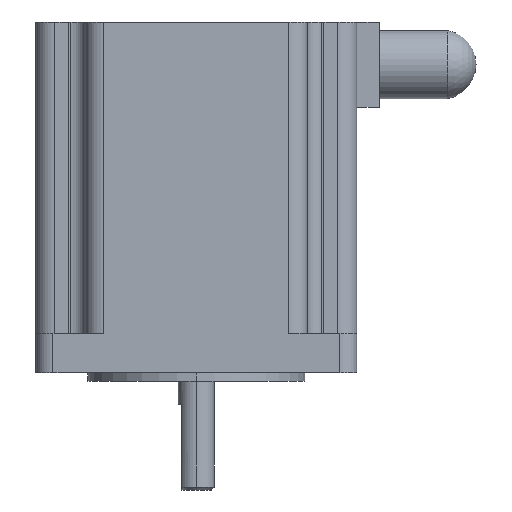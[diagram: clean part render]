
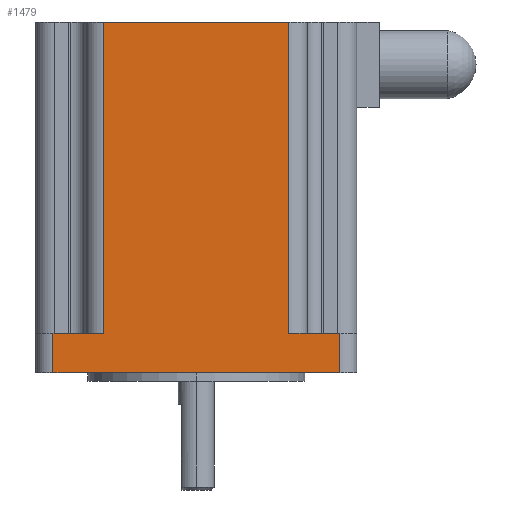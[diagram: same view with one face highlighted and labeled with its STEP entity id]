
A CAD part, left-side view. The second image highlights one B-rep face of the part: STEP entity #1479.
In plain terms, the highlighted planar face has unit normal (-1, 0, 0).
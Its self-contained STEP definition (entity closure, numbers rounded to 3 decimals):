
#98 = FACE_OUTER_BOUND ( 'NONE', #706, .T. ) ;
#117 = LINE ( 'NONE', #817, #1879 ) ;
#143 = LINE ( 'NONE', #1010, #1850 ) ;
#174 = LINE ( 'NONE', #797, #2047 ) ;
#178 = LINE ( 'NONE', #740, #1641 ) ;
#186 = LINE ( 'NONE', #1057, #1656 ) ;
#204 = LINE ( 'NONE', #994, #1626 ) ;
#224 = LINE ( 'NONE', #1079, #1272 ) ;
#226 = LINE ( 'NONE', #849, #1251 ) ;
#464 = VERTEX_POINT ( 'NONE', #1218 ) ;
#476 = VERTEX_POINT ( 'NONE', #1236 ) ;
#483 = VERTEX_POINT ( 'NONE', #1207 ) ;
#497 = VERTEX_POINT ( 'NONE', #1196 ) ;
#536 = VERTEX_POINT ( 'NONE', #1154 ) ;
#538 = VERTEX_POINT ( 'NONE', #1152 ) ;
#539 = VERTEX_POINT ( 'NONE', #1151 ) ;
#549 = VERTEX_POINT ( 'NONE', #1141 ) ;
#604 = ORIENTED_EDGE ( 'NONE', *, *, #1433, .T. ) ;
#605 = ORIENTED_EDGE ( 'NONE', *, *, #1458, .F. ) ;
#606 = ORIENTED_EDGE ( 'NONE', *, *, #1366, .T. ) ;
#607 = ORIENTED_EDGE ( 'NONE', *, *, #1407, .F. ) ;
#608 = ORIENTED_EDGE ( 'NONE', *, *, #1393, .T. ) ;
#609 = ORIENTED_EDGE ( 'NONE', *, *, #1329, .T. ) ;
#610 = ORIENTED_EDGE ( 'NONE', *, *, #1402, .F. ) ;
#611 = ORIENTED_EDGE ( 'NONE', *, *, #1328, .F. ) ;
#706 = EDGE_LOOP ( 'NONE', ( #611, #609, #610, #608, #607, #606, #604, #605 ) ) ;
#740 = CARTESIAN_POINT ( 'NONE',  ( -28.2, 25.2, 61.7 ) ) ;
#742 = DIRECTION ( 'NONE',  ( 0., -1., 0. ) ) ;
#786 = DIRECTION ( 'NONE',  ( 0., -1., 0. ) ) ;
#797 = CARTESIAN_POINT ( 'NONE',  ( -28.2, 25.2, 7. ) ) ;
#816 = DIRECTION ( 'NONE',  ( 0., 0., -1. ) ) ;
#817 = CARTESIAN_POINT ( 'NONE',  ( -28.2, -25.2, 61.7 ) ) ;
#849 = CARTESIAN_POINT ( 'NONE',  ( -28.2, -19.575, 7. ) ) ;
#892 = DIRECTION ( 'NONE',  ( 0., 0., 1. ) ) ;
#954 = DIRECTION ( 'NONE',  ( 0., 0., -1. ) ) ;
#994 = CARTESIAN_POINT ( 'NONE',  ( -28.2, 25.2, 61.7 ) ) ;
#995 = DIRECTION ( 'NONE',  ( 0., 0., -1. ) ) ;
#1010 = CARTESIAN_POINT ( 'NONE',  ( -28.2, 25.2, 0. ) ) ;
#1027 = DIRECTION ( 'NONE',  ( 0., -1., 0. ) ) ;
#1029 = DIRECTION ( 'NONE',  ( 0., -1., 0. ) ) ;
#1057 = CARTESIAN_POINT ( 'NONE',  ( -28.2, 16.27, 61.7 ) ) ;
#1079 = CARTESIAN_POINT ( 'NONE',  ( -28.2, -16.275, 61.7 ) ) ;
#1141 = CARTESIAN_POINT ( 'NONE',  ( -28.2, -16.275, 7. ) ) ;
#1151 = CARTESIAN_POINT ( 'NONE',  ( -28.2, 16.27, 61.7 ) ) ;
#1152 = CARTESIAN_POINT ( 'NONE',  ( -28.2, -16.275, 61.7 ) ) ;
#1154 = CARTESIAN_POINT ( 'NONE',  ( -28.2, 16.27, 7. ) ) ;
#1196 = CARTESIAN_POINT ( 'NONE',  ( -28.2, 25.2, 7. ) ) ;
#1207 = CARTESIAN_POINT ( 'NONE',  ( -28.2, -25.2, 7. ) ) ;
#1218 = CARTESIAN_POINT ( 'NONE',  ( -28.2, 25.2, 0. ) ) ;
#1236 = CARTESIAN_POINT ( 'NONE',  ( -28.2, -25.2, 0. ) ) ;
#1251 = VECTOR ( 'NONE', #1029, 1000. ) ;
#1272 = VECTOR ( 'NONE', #892, 1000. ) ;
#1328 = EDGE_CURVE ( 'NONE', #549, #483, #226, .T. ) ;
#1329 = EDGE_CURVE ( 'NONE', #549, #538, #224, .T. ) ;
#1366 = EDGE_CURVE ( 'NONE', #497, #464, #204, .T. ) ;
#1393 = EDGE_CURVE ( 'NONE', #539, #536, #186, .T. ) ;
#1402 = EDGE_CURVE ( 'NONE', #539, #538, #178, .T. ) ;
#1407 = EDGE_CURVE ( 'NONE', #497, #536, #174, .T. ) ;
#1433 = EDGE_CURVE ( 'NONE', #464, #476, #143, .T. ) ;
#1458 = EDGE_CURVE ( 'NONE', #483, #476, #117, .T. ) ;
#1479 = ADVANCED_FACE ( 'NONE', ( #98 ), #1895, .F. ) ;
#1569 = AXIS2_PLACEMENT_3D ( 'NONE', #1911, #1912, #1913 ) ;
#1626 = VECTOR ( 'NONE', #995, 1000. ) ;
#1641 = VECTOR ( 'NONE', #786, 1000. ) ;
#1656 = VECTOR ( 'NONE', #954, 1000. ) ;
#1850 = VECTOR ( 'NONE', #742, 1000. ) ;
#1879 = VECTOR ( 'NONE', #816, 1000. ) ;
#1895 = PLANE ( 'NONE',  #1569 ) ;
#1911 = CARTESIAN_POINT ( 'NONE',  ( -28.2, 25.2, 61.7 ) ) ;
#1912 = DIRECTION ( 'NONE',  ( 1., 0., 0. ) ) ;
#1913 = DIRECTION ( 'NONE',  ( 0., 1., 0. ) ) ;
#2047 = VECTOR ( 'NONE', #1027, 1000. ) ;
